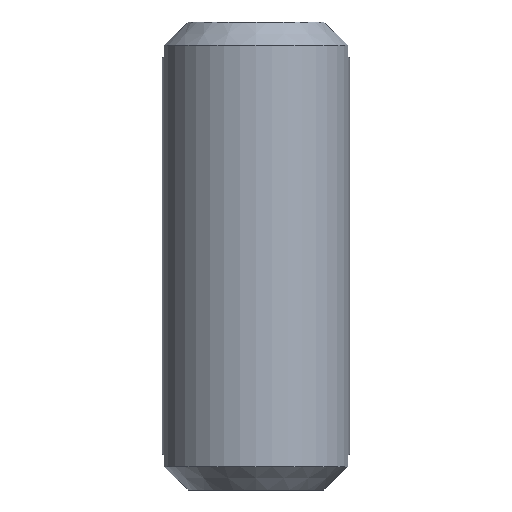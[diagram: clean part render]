
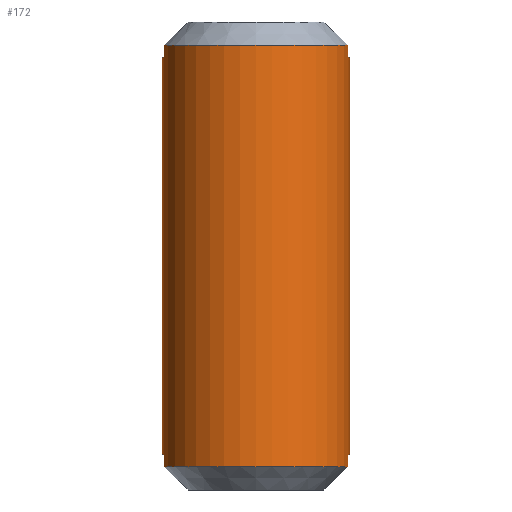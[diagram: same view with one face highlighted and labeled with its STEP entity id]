
A CAD part, front view. The second image highlights one B-rep face of the part: STEP entity #172.
In plain terms, the highlighted cylindrical face has radius 4 mm (diameter 8 mm), a partial arc.
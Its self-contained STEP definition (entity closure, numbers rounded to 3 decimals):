
#6 = EDGE_CURVE ( 'NONE', #888, #841, #152, .T. ) ;
#10 = EDGE_LOOP ( 'NONE', ( #104, #638, #752, #326, #170, #598, #223, #99, #637, #470, #174, #30 ) ) ;
#24 = DIRECTION ( 'NONE',  ( 0., 0., -1. ) ) ;
#29 = DIRECTION ( 'NONE',  ( 1., 0., 0. ) ) ;
#30 = ORIENTED_EDGE ( 'NONE', *, *, #482, .T. ) ;
#35 = DIRECTION ( 'NONE',  ( 0., 0., 1. ) ) ;
#52 = DIRECTION ( 'NONE',  ( 0., 0., 1. ) ) ;
#58 = EDGE_CURVE ( 'NONE', #449, #290, #74, .T. ) ;
#66 = AXIS2_PLACEMENT_3D ( 'NONE', #230, #35, #29 ) ;
#67 = CARTESIAN_POINT ( 'NONE',  ( 4., 0., -1.5 ) ) ;
#68 = VERTEX_POINT ( 'NONE', #250 ) ;
#73 = DIRECTION ( 'NONE',  ( 1., 0., 0. ) ) ;
#74 = LINE ( 'NONE', #535, #783 ) ;
#79 = CARTESIAN_POINT ( 'NONE',  ( 0., 0., -1. ) ) ;
#82 = CARTESIAN_POINT ( 'NONE',  ( 0., 0., -18.5 ) ) ;
#88 = DIRECTION ( 'NONE',  ( 1., 0., 0. ) ) ;
#89 = LINE ( 'NONE', #594, #306 ) ;
#99 = ORIENTED_EDGE ( 'NONE', *, *, #859, .T. ) ;
#101 = VECTOR ( 'NONE', #768, 1000. ) ;
#104 = ORIENTED_EDGE ( 'NONE', *, *, #144, .F. ) ;
#114 = VECTOR ( 'NONE', #836, 1000. ) ;
#144 = EDGE_CURVE ( 'NONE', #834, #488, #513, .T. ) ;
#152 = LINE ( 'NONE', #520, #176 ) ;
#157 = CARTESIAN_POINT ( 'NONE',  ( 3.929, -0.75, -1.5 ) ) ;
#162 = CARTESIAN_POINT ( 'NONE',  ( 0., 0., 0. ) ) ;
#164 = VERTEX_POINT ( 'NONE', #157 ) ;
#169 = EDGE_CURVE ( 'NONE', #834, #888, #440, .T. ) ;
#170 = ORIENTED_EDGE ( 'NONE', *, *, #261, .T. ) ;
#172 = ADVANCED_FACE ( 'NONE', ( #390 ), #754, .T. ) ;
#174 = ORIENTED_EDGE ( 'NONE', *, *, #719, .T. ) ;
#176 = VECTOR ( 'NONE', #590, 1000. ) ;
#223 = ORIENTED_EDGE ( 'NONE', *, *, #58, .T. ) ;
#228 = DIRECTION ( 'NONE',  ( 0., 0., 1. ) ) ;
#230 = CARTESIAN_POINT ( 'NONE',  ( 0., 0., -18.5 ) ) ;
#243 = CARTESIAN_POINT ( 'NONE',  ( 3.929, -0.75, -1. ) ) ;
#250 = CARTESIAN_POINT ( 'NONE',  ( 3.929, -0.75, -19. ) ) ;
#261 = EDGE_CURVE ( 'NONE', #68, #910, #380, .T. ) ;
#279 = CARTESIAN_POINT ( 'NONE',  ( 3.929, -0.75, 0. ) ) ;
#290 = VERTEX_POINT ( 'NONE', #67 ) ;
#298 = CARTESIAN_POINT ( 'NONE',  ( 0., 0., -19. ) ) ;
#306 = VECTOR ( 'NONE', #895, 1000. ) ;
#326 = ORIENTED_EDGE ( 'NONE', *, *, #498, .T. ) ;
#333 = CARTESIAN_POINT ( 'NONE',  ( -4., 0., -18.5 ) ) ;
#359 = EDGE_CURVE ( 'NONE', #738, #639, #361, .T. ) ;
#361 = CIRCLE ( 'NONE', #664, 4. ) ;
#372 = AXIS2_PLACEMENT_3D ( 'NONE', #162, #510, #429 ) ;
#374 = CARTESIAN_POINT ( 'NONE',  ( -4., 0., -1.5 ) ) ;
#380 = LINE ( 'NONE', #279, #101 ) ;
#382 = AXIS2_PLACEMENT_3D ( 'NONE', #82, #228, #88 ) ;
#387 = CARTESIAN_POINT ( 'NONE',  ( -3.929, -0.75, -1.5 ) ) ;
#390 = FACE_OUTER_BOUND ( 'NONE', #10, .T. ) ;
#402 = EDGE_CURVE ( 'NONE', #164, #639, #830, .T. ) ;
#429 = DIRECTION ( 'NONE',  ( 1., 0., 0. ) ) ;
#434 = DIRECTION ( 'NONE',  ( 0., 0., 1. ) ) ;
#440 = CIRCLE ( 'NONE', #382, 4. ) ;
#445 = CARTESIAN_POINT ( 'NONE',  ( 0., 0., -1.5 ) ) ;
#447 = DIRECTION ( 'NONE',  ( 0., 0., -1. ) ) ;
#449 = VERTEX_POINT ( 'NONE', #861 ) ;
#451 = CIRCLE ( 'NONE', #717, 4. ) ;
#470 = ORIENTED_EDGE ( 'NONE', *, *, #359, .F. ) ;
#474 = CIRCLE ( 'NONE', #757, 4. ) ;
#482 = EDGE_CURVE ( 'NONE', #604, #488, #451, .T. ) ;
#488 = VERTEX_POINT ( 'NONE', #374 ) ;
#498 = EDGE_CURVE ( 'NONE', #841, #68, #474, .T. ) ;
#505 = DIRECTION ( 'NONE',  ( 0., 0., 1. ) ) ;
#507 = DIRECTION ( 'NONE',  ( -1., 0., 0. ) ) ;
#510 = DIRECTION ( 'NONE',  ( 0., 0., 1. ) ) ;
#513 = LINE ( 'NONE', #651, #864 ) ;
#520 = CARTESIAN_POINT ( 'NONE',  ( -3.929, -0.75, 0. ) ) ;
#535 = CARTESIAN_POINT ( 'NONE',  ( 4., 0., 0. ) ) ;
#546 = CARTESIAN_POINT ( 'NONE',  ( -3.929, -0.75, -19. ) ) ;
#584 = CARTESIAN_POINT ( 'NONE',  ( 0., 0., -1.5 ) ) ;
#590 = DIRECTION ( 'NONE',  ( 0., 0., -1. ) ) ;
#594 = CARTESIAN_POINT ( 'NONE',  ( -3.929, -0.75, 0. ) ) ;
#598 = ORIENTED_EDGE ( 'NONE', *, *, #897, .T. ) ;
#604 = VERTEX_POINT ( 'NONE', #387 ) ;
#637 = ORIENTED_EDGE ( 'NONE', *, *, #402, .T. ) ;
#638 = ORIENTED_EDGE ( 'NONE', *, *, #169, .T. ) ;
#639 = VERTEX_POINT ( 'NONE', #243 ) ;
#647 = CARTESIAN_POINT ( 'NONE',  ( 3.929, -0.75, 0. ) ) ;
#651 = CARTESIAN_POINT ( 'NONE',  ( -4., 0., 0. ) ) ;
#664 = AXIS2_PLACEMENT_3D ( 'NONE', #79, #839, #73 ) ;
#665 = CARTESIAN_POINT ( 'NONE',  ( -3.929, -0.75, -18.5 ) ) ;
#670 = CARTESIAN_POINT ( 'NONE',  ( 3.929, -0.75, -18.5 ) ) ;
#679 = CIRCLE ( 'NONE', #710, 4. ) ;
#710 = AXIS2_PLACEMENT_3D ( 'NONE', #445, #447, #800 ) ;
#717 = AXIS2_PLACEMENT_3D ( 'NONE', #584, #24, #507 ) ;
#719 = EDGE_CURVE ( 'NONE', #738, #604, #89, .T. ) ;
#725 = DIRECTION ( 'NONE',  ( 1., 0., 0. ) ) ;
#738 = VERTEX_POINT ( 'NONE', #905 ) ;
#752 = ORIENTED_EDGE ( 'NONE', *, *, #6, .T. ) ;
#754 = CYLINDRICAL_SURFACE ( 'NONE', #372, 4. ) ;
#757 = AXIS2_PLACEMENT_3D ( 'NONE', #298, #434, #725 ) ;
#768 = DIRECTION ( 'NONE',  ( 0., 0., 1. ) ) ;
#783 = VECTOR ( 'NONE', #52, 1000. ) ;
#800 = DIRECTION ( 'NONE',  ( -1., 0., 0. ) ) ;
#830 = LINE ( 'NONE', #647, #114 ) ;
#834 = VERTEX_POINT ( 'NONE', #333 ) ;
#836 = DIRECTION ( 'NONE',  ( 0., 0., 1. ) ) ;
#839 = DIRECTION ( 'NONE',  ( 0., 0., 1. ) ) ;
#841 = VERTEX_POINT ( 'NONE', #546 ) ;
#859 = EDGE_CURVE ( 'NONE', #290, #164, #679, .T. ) ;
#861 = CARTESIAN_POINT ( 'NONE',  ( 4., 0., -18.5 ) ) ;
#864 = VECTOR ( 'NONE', #505, 1000. ) ;
#866 = CIRCLE ( 'NONE', #66, 4. ) ;
#888 = VERTEX_POINT ( 'NONE', #665 ) ;
#895 = DIRECTION ( 'NONE',  ( 0., 0., -1. ) ) ;
#897 = EDGE_CURVE ( 'NONE', #910, #449, #866, .T. ) ;
#905 = CARTESIAN_POINT ( 'NONE',  ( -3.929, -0.75, -1. ) ) ;
#910 = VERTEX_POINT ( 'NONE', #670 ) ;
